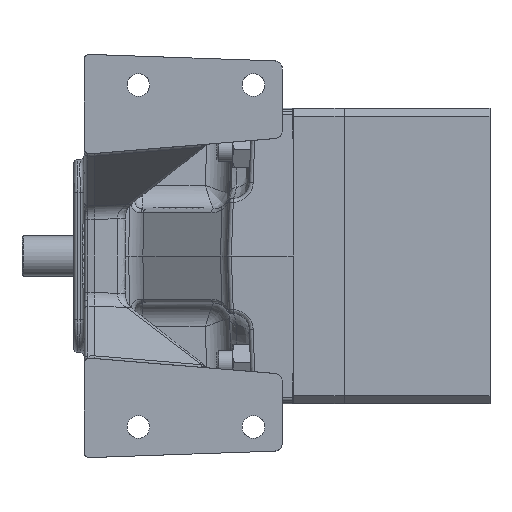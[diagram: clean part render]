
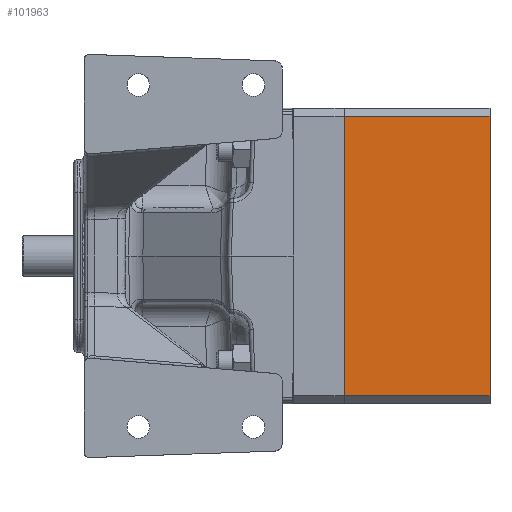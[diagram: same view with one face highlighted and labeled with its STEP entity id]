
A CAD part, front view. The second image highlights one B-rep face of the part: STEP entity #101963.
In plain terms, the highlighted planar face has unit normal (0, -1, 0).
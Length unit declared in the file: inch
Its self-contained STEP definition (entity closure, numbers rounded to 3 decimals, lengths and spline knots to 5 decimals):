
#4959 = EDGE_CURVE ( 'NONE', #62475, #57478, #136820, .T. ) ;
#5204 = ORIENTED_EDGE ( 'NONE', *, *, #159792, .F. ) ;
#6544 = CARTESIAN_POINT ( 'NONE',  ( 1.5505, -6., 4.25 ) ) ;
#11244 = LINE ( 'NONE', #49813, #50535 ) ;
#17857 = ORIENTED_EDGE ( 'NONE', *, *, #92666, .F. ) ;
#18815 = ORIENTED_EDGE ( 'NONE', *, *, #181687, .F. ) ;
#19723 = EDGE_CURVE ( 'NONE', #115752, #57478, #180703, .T. ) ;
#20952 = VECTOR ( 'NONE', #171279, 39.37008 ) ;
#21087 = CARTESIAN_POINT ( 'NONE',  ( 1.5655, -6., 4.25 ) ) ;
#23292 = VECTOR ( 'NONE', #48350, 39.37008 ) ;
#29752 = DIRECTION ( 'NONE',  ( 0., 0., 1. ) ) ;
#33804 = ORIENTED_EDGE ( 'NONE', *, *, #112785, .T. ) ;
#37010 = LINE ( 'NONE', #118393, #150450 ) ;
#39976 = VERTEX_POINT ( 'NONE', #187988 ) ;
#42550 = DIRECTION ( 'NONE',  ( 0., 1., 0. ) ) ;
#48350 = DIRECTION ( 'NONE',  ( 0., 0., -1. ) ) ;
#49813 = CARTESIAN_POINT ( 'NONE',  ( 1.5655, -6., 3.47948 ) ) ;
#50535 = VECTOR ( 'NONE', #138491, 39.37008 ) ;
#57478 = VERTEX_POINT ( 'NONE', #80182 ) ;
#62475 = VERTEX_POINT ( 'NONE', #69559 ) ;
#62810 = VECTOR ( 'NONE', #128956, 39.37008 ) ;
#64834 = LINE ( 'NONE', #128860, #178232 ) ;
#67356 = VERTEX_POINT ( 'NONE', #76017 ) ;
#67527 = FACE_OUTER_BOUND ( 'NONE', #125513, .T. ) ;
#67851 = CARTESIAN_POINT ( 'NONE',  ( 1.5655, -6., 4.54 ) ) ;
#68069 = DIRECTION ( 'NONE',  ( -1., 0., 0. ) ) ;
#69559 = CARTESIAN_POINT ( 'NONE',  ( 1.5655, -6., -4.25 ) ) ;
#76017 = CARTESIAN_POINT ( 'NONE',  ( 1.5525, -6., 3.47948 ) ) ;
#76102 = LINE ( 'NONE', #106551, #189583 ) ;
#80182 = CARTESIAN_POINT ( 'NONE',  ( 5.9905, -6., -4.25 ) ) ;
#91638 = DIRECTION ( 'NONE',  ( 0., 0., 1. ) ) ;
#92456 = VERTEX_POINT ( 'NONE', #150913 ) ;
#92666 = EDGE_CURVE ( 'NONE', #92456, #39976, #64834, .T. ) ;
#101963 = ADVANCED_FACE ( 'NONE', ( #67527 ), #144747, .F. ) ;
#103514 = ORIENTED_EDGE ( 'NONE', *, *, #188674, .F. ) ;
#106551 = CARTESIAN_POINT ( 'NONE',  ( 1.5655, -6., 4.54 ) ) ;
#109531 = CARTESIAN_POINT ( 'NONE',  ( 6.0455, -6., -4.25 ) ) ;
#112317 = VECTOR ( 'NONE', #68069, 39.37008 ) ;
#112785 = EDGE_CURVE ( 'NONE', #115752, #190762, #186366, .T. ) ;
#115293 = DIRECTION ( 'NONE',  ( -1., 0., 0. ) ) ;
#115752 = VERTEX_POINT ( 'NONE', #152549 ) ;
#118393 = CARTESIAN_POINT ( 'NONE',  ( 1.5525, -6., 4.54 ) ) ;
#120359 = ORIENTED_EDGE ( 'NONE', *, *, #4959, .T. ) ;
#125513 = EDGE_LOOP ( 'NONE', ( #103514, #17857, #18815, #120359, #176663, #33804, #5204, #132658 ) ) ;
#128560 = CARTESIAN_POINT ( 'NONE',  ( 5.9905, -6., -4.25 ) ) ;
#128860 = CARTESIAN_POINT ( 'NONE',  ( 1.5655, -6., -3.47948 ) ) ;
#128956 = DIRECTION ( 'NONE',  ( 1., 0., 0. ) ) ;
#131139 = CARTESIAN_POINT ( 'NONE',  ( 6.0455, -6., 4.54 ) ) ;
#132658 = ORIENTED_EDGE ( 'NONE', *, *, #173820, .F. ) ;
#134472 = LINE ( 'NONE', #67851, #20952 ) ;
#136820 = LINE ( 'NONE', #109531, #62810 ) ;
#138491 = DIRECTION ( 'NONE',  ( 1., 0., 0. ) ) ;
#144747 = PLANE ( 'NONE',  #152175 ) ;
#146025 = DIRECTION ( 'NONE',  ( 0., 0., 1. ) ) ;
#150450 = VECTOR ( 'NONE', #29752, 39.37008 ) ;
#150913 = CARTESIAN_POINT ( 'NONE',  ( 1.5655, -6., -3.47948 ) ) ;
#152175 = AXIS2_PLACEMENT_3D ( 'NONE', #131139, #42550, #146025 ) ;
#152549 = CARTESIAN_POINT ( 'NONE',  ( 5.9905, -6., 4.25 ) ) ;
#158281 = CARTESIAN_POINT ( 'NONE',  ( 1.5655, -6., 3.47948 ) ) ;
#159792 = EDGE_CURVE ( 'NONE', #170614, #190762, #76102, .T. ) ;
#170614 = VERTEX_POINT ( 'NONE', #158281 ) ;
#171279 = DIRECTION ( 'NONE',  ( 0., 0., 1. ) ) ;
#173820 = EDGE_CURVE ( 'NONE', #67356, #170614, #11244, .T. ) ;
#176663 = ORIENTED_EDGE ( 'NONE', *, *, #19723, .F. ) ;
#178232 = VECTOR ( 'NONE', #115293, 39.37008 ) ;
#180703 = LINE ( 'NONE', #128560, #23292 ) ;
#181687 = EDGE_CURVE ( 'NONE', #62475, #92456, #134472, .T. ) ;
#186366 = LINE ( 'NONE', #6544, #112317 ) ;
#187988 = CARTESIAN_POINT ( 'NONE',  ( 1.5525, -6., -3.47948 ) ) ;
#188674 = EDGE_CURVE ( 'NONE', #39976, #67356, #37010, .T. ) ;
#189583 = VECTOR ( 'NONE', #91638, 39.37008 ) ;
#190762 = VERTEX_POINT ( 'NONE', #21087 ) ;
